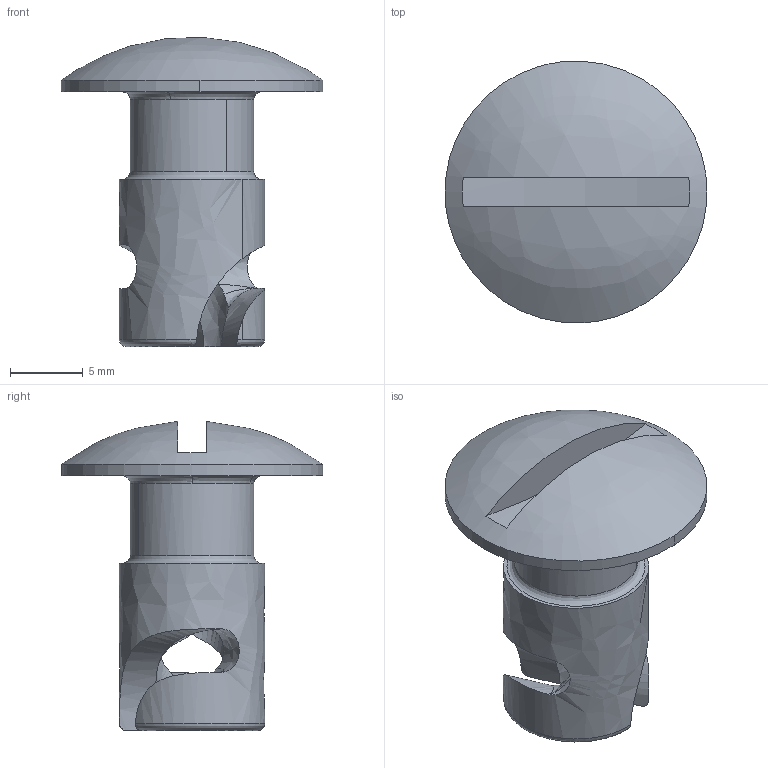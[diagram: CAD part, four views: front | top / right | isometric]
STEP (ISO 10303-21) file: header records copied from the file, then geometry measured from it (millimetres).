
FILE_DESCRIPTION((''),'2;1');
FILE_NAME('','2005-07-15T13:19:55',(''),(''),'','CADfix','');
FILE_SCHEMA(('AUTOMOTIVE_DESIGN'));
Length unit declared in the file: millimetre
Products named in the file (1): fastener
Bounding box: 18 x 17.98 x 21.25 mm (x, y, z)
Volume: 1446.4 mm3; surface area: 1309.9 mm2
Topology: 1 solids, 1 shells, 36 faces, 102 edges, 71 vertices
Faces by surface type: bspline 36
Entity records: 3046 total; most frequent: CARTESIAN_POINT 2474, ORIENTED_EDGE 204, EDGE_CURVE 102, VERTEX_POINT 71, EDGE_LOOP 39, B_SPLINE_CURVE_WITH_KNOTS 38, FACE_OUTER_BOUND 36, ADVANCED_FACE 36
